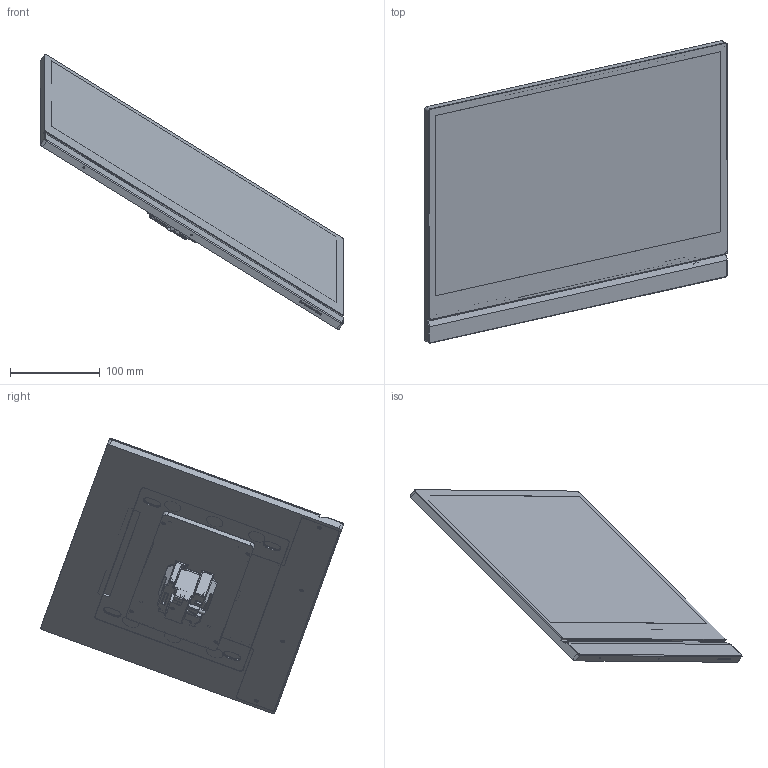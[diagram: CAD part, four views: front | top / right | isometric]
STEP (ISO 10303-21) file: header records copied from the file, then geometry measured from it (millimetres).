
FILE_DESCRIPTION(('CATIA V5 STEP Exchange'),'2;1');
FILE_NAME('TS-SMART18@.stp','2024-07-04T12:10:16+00:00',('none'),('none'),'CATIA Version 5-6 Release 2016 SP6','CATIA V5 STEP AP203','none');
FILE_SCHEMA(('CONFIG_CONTROL_DESIGN'));
Products named in the file (1): TS-SMART18@
Assembly tree (2 placements, depth 2):
  TS-SMART18@
    #57
    #101
Bounding box: 338.27 x 337.55 x 306.8 mm (x, y, z)
Volume: 864657.5 mm3; surface area: 812605.5 mm2
Topology: 34 solids, 34 shells, 3396 faces, 9196 edges, 5923 vertices
Faces by surface type: cylinder 1525, plane 1215, cone 387, torus 114, bspline 94, sphere 61
Entity records: 130119 total; most frequent: CARTESIAN_POINT 48580, ORIENTED_EDGE 18254, DIRECTION 14136, EDGE_CURVE 9127, AXIS2_PLACEMENT_3D 6004, VERTEX_POINT 5919, VECTOR 4803, LINE 4803
